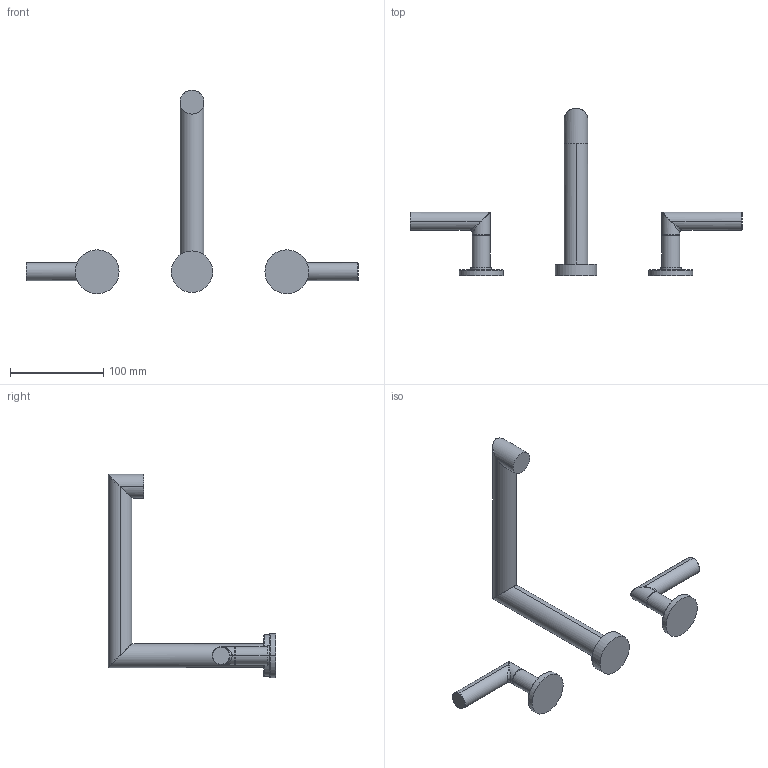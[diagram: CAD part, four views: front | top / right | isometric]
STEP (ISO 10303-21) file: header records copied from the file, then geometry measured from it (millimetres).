
FILE_DESCRIPTION((''),'2;1');
FILE_NAME('3-3126','2021-03-15T14:42:08',('jinson.thomas'),(''),'CREO PARAMETRIC BY PTC INC, 2018400','CREO PARAMETRIC BY PTC INC, 2018400','');
FILE_SCHEMA(('CONFIG_CONTROL_DESIGN'));
Length unit declared in the file: inch
Products named in the file (1): 3-3126
Bounding box: 355.6 x 179.42 x 217.81 mm (x, y, z)
Volume: 298088 mm3; surface area: 59920.3 mm2
Topology: 3 solids, 3 shells, 85 faces, 164 edges, 102 vertices
Faces by surface type: cylinder 36, plane 23, torus 10, extrusion 8, bspline 8
Entity records: 3228 total; most frequent: CARTESIAN_POINT 1469, DIRECTION 366, ORIENTED_EDGE 328, EDGE_CURVE 164, AXIS2_PLACEMENT_3D 157, VERTEX_POINT 102, EDGE_LOOP 102, FACE_OUTER_BOUND 85
